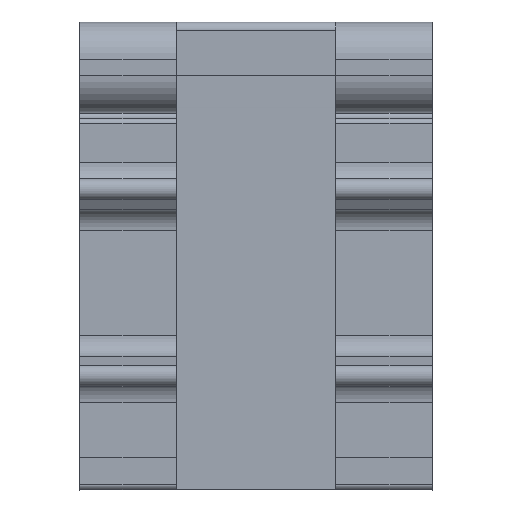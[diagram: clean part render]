
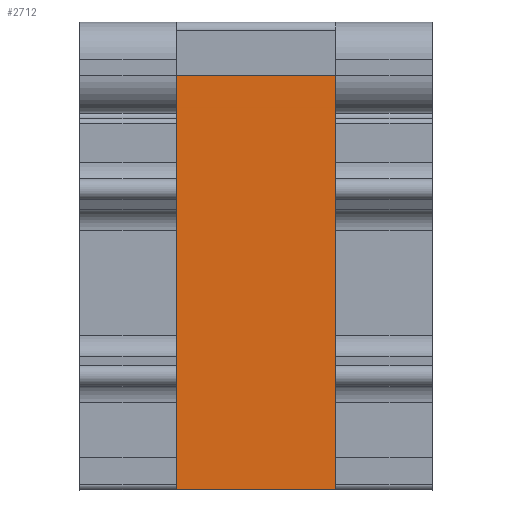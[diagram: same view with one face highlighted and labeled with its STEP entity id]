
A CAD part, front view. The second image highlights one B-rep face of the part: STEP entity #2712.
In plain terms, the highlighted planar face has unit normal (0, -1, 0).
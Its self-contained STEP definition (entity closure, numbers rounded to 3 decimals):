
#1948=AXIS2_PLACEMENT_3D('Circle Axis2P3D',#1946,#1947,$) ;
#1983=AXIS2_PLACEMENT_3D('Circle Axis2P3D',#1981,#1982,$) ;
#2695=AXIS2_PLACEMENT_3D('Plane Axis2P3D',#2692,#2693,#2694) ;
#291=CARTESIAN_POINT('Vertex',(23.9,15.,35.676)) ;
#294=CARTESIAN_POINT('Line Origine',(23.9,15.,17.838)) ;
#298=CARTESIAN_POINT('Vertex',(23.9,15.,0.)) ;
#512=CARTESIAN_POINT('Vertex',(9.,15.,0.)) ;
#515=CARTESIAN_POINT('Line Origine',(9.,15.,17.838)) ;
#519=CARTESIAN_POINT('Vertex',(9.,15.,35.676)) ;
#1350=CARTESIAN_POINT('Vertex',(9.,15.,38.7)) ;
#1401=CARTESIAN_POINT('Vertex',(23.9,15.,38.7)) ;
#1946=CARTESIAN_POINT('Axis2P3D Location',(9.,14.,35.7)) ;
#1950=CARTESIAN_POINT('Vertex',(9.,15.,35.724)) ;
#1978=CARTESIAN_POINT('Vertex',(23.9,15.,35.724)) ;
#1981=CARTESIAN_POINT('Axis2P3D Location',(23.9,14.,35.7)) ;
#2614=CARTESIAN_POINT('Line Origine',(23.9,15.,37.212)) ;
#2634=CARTESIAN_POINT('Line Origine',(9.,15.,37.212)) ;
#2676=CARTESIAN_POINT('Line Origine',(16.45,15.,38.7)) ;
#2692=CARTESIAN_POINT('Axis2P3D Location',(9.,15.,0.)) ;
#2697=CARTESIAN_POINT('Line Origine',(16.45,15.,0.)) ;
#295=DIRECTION('Vector Direction',(0.,0.,1.)) ;
#516=DIRECTION('Vector Direction',(0.,0.,1.)) ;
#1947=DIRECTION('Axis2P3D Direction',(-1.,0.,0.)) ;
#1982=DIRECTION('Axis2P3D Direction',(-1.,0.,0.)) ;
#2615=DIRECTION('Vector Direction',(0.,0.,1.)) ;
#2635=DIRECTION('Vector Direction',(0.,0.,1.)) ;
#2677=DIRECTION('Vector Direction',(-1.,0.,0.)) ;
#2693=DIRECTION('Axis2P3D Direction',(0.,-1.,0.)) ;
#2694=DIRECTION('Axis2P3D XDirection',(1.,0.,0.)) ;
#2698=DIRECTION('Vector Direction',(1.,0.,0.)) ;
#296=VECTOR('Line Direction',#295,1.) ;
#517=VECTOR('Line Direction',#516,1.) ;
#2616=VECTOR('Line Direction',#2615,1.) ;
#2636=VECTOR('Line Direction',#2635,1.) ;
#2678=VECTOR('Line Direction',#2677,1.) ;
#2699=VECTOR('Line Direction',#2698,1.) ;
#2703=ORIENTED_EDGE('',*,*,#1952,.F.) ;
#2704=ORIENTED_EDGE('',*,*,#521,.F.) ;
#2705=ORIENTED_EDGE('',*,*,#2701,.T.) ;
#2706=ORIENTED_EDGE('',*,*,#300,.T.) ;
#2707=ORIENTED_EDGE('',*,*,#1985,.T.) ;
#2708=ORIENTED_EDGE('',*,*,#2618,.T.) ;
#2709=ORIENTED_EDGE('',*,*,#2680,.T.) ;
#2710=ORIENTED_EDGE('',*,*,#2638,.F.) ;
#2712=ADVANCED_FACE('Hauptkoerper',(#2711),#2696,.T.) ;
#1949=CIRCLE('generated circle',#1948,1.) ;
#1984=CIRCLE('generated circle',#1983,1.) ;
#300=EDGE_CURVE('',#299,#292,#297,.T.) ;
#521=EDGE_CURVE('',#513,#520,#518,.T.) ;
#1952=EDGE_CURVE('',#520,#1951,#1949,.F.) ;
#1985=EDGE_CURVE('',#292,#1979,#1984,.F.) ;
#2618=EDGE_CURVE('',#1979,#1402,#2617,.T.) ;
#2638=EDGE_CURVE('',#1951,#1351,#2637,.T.) ;
#2680=EDGE_CURVE('',#1402,#1351,#2679,.T.) ;
#2701=EDGE_CURVE('',#513,#299,#2700,.T.) ;
#2702=EDGE_LOOP('',(#2703,#2704,#2705,#2706,#2707,#2708,#2709,#2710)) ;
#2711=FACE_OUTER_BOUND('',#2702,.T.) ;
#297=LINE('Line',#294,#296) ;
#518=LINE('Line',#515,#517) ;
#2617=LINE('Line',#2614,#2616) ;
#2637=LINE('Line',#2634,#2636) ;
#2679=LINE('Line',#2676,#2678) ;
#2700=LINE('Line',#2697,#2699) ;
#2696=PLANE('',#2695) ;
#292=VERTEX_POINT('',#291) ;
#299=VERTEX_POINT('',#298) ;
#513=VERTEX_POINT('',#512) ;
#520=VERTEX_POINT('',#519) ;
#1351=VERTEX_POINT('',#1350) ;
#1402=VERTEX_POINT('',#1401) ;
#1951=VERTEX_POINT('',#1950) ;
#1979=VERTEX_POINT('',#1978) ;
